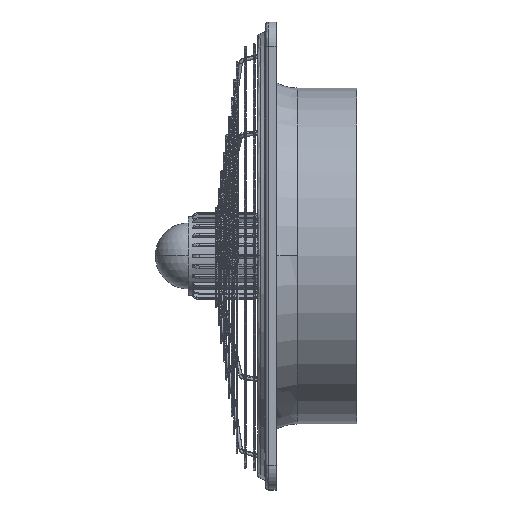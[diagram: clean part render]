
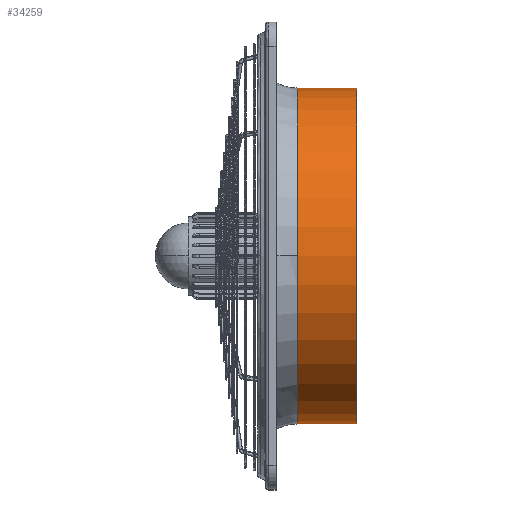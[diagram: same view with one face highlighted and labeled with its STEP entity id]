
A CAD part, top view. The second image highlights one B-rep face of the part: STEP entity #34259.
In plain terms, the highlighted cylindrical face has radius 208.5 mm (diameter 417 mm), a partial arc.
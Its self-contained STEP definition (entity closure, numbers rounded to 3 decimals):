
#423 = VECTOR ( 'NONE', #12296, 1000. ) ;
#867 = AXIS2_PLACEMENT_3D ( 'NONE', #23299, #7380, #18042 ) ;
#915 = FACE_OUTER_BOUND ( 'NONE', #1715, .T. ) ;
#1048 = CIRCLE ( 'NONE', #867, 208.5 ) ;
#1124 = CARTESIAN_POINT ( 'NONE',  ( 53.965, -84.025, 209.875 ) ) ;
#1715 = EDGE_LOOP ( 'NONE', ( #31713, #17556, #33881, #20538, #20362 ) ) ;
#1823 = DIRECTION ( 'NONE',  ( -1., 0., 0. ) ) ;
#3437 = DIRECTION ( 'NONE',  ( 0., 0., 1. ) ) ;
#4684 = CARTESIAN_POINT ( 'NONE',  ( 127.965, -292.525, 1.375 ) ) ;
#5460 = AXIS2_PLACEMENT_3D ( 'NONE', #11476, #33058, #3437 ) ;
#7107 = CYLINDRICAL_SURFACE ( 'NONE', #22230, 208.5 ) ;
#7380 = DIRECTION ( 'NONE',  ( 1., 0., 0. ) ) ;
#9597 = VERTEX_POINT ( 'NONE', #28859 ) ;
#11476 = CARTESIAN_POINT ( 'NONE',  ( 53.965, -84.025, 1.375 ) ) ;
#12259 = VERTEX_POINT ( 'NONE', #4684 ) ;
#12296 = DIRECTION ( 'NONE',  ( 1., 0., 0. ) ) ;
#12638 = LINE ( 'NONE', #32348, #15093 ) ;
#14492 = CIRCLE ( 'NONE', #5460, 208.5 ) ;
#15093 = VECTOR ( 'NONE', #21176, 1000. ) ;
#16167 = LINE ( 'NONE', #17801, #423 ) ;
#16926 = DIRECTION ( 'NONE',  ( 1., 0., 0. ) ) ;
#17357 = AXIS2_PLACEMENT_3D ( 'NONE', #28321, #1823, #20382 ) ;
#17556 = ORIENTED_EDGE ( 'NONE', *, *, #32111, .T. ) ;
#17801 = CARTESIAN_POINT ( 'NONE',  ( 90.965, -292.525, 1.375 ) ) ;
#18042 = DIRECTION ( 'NONE',  ( 0., 0., 1. ) ) ;
#19259 = EDGE_CURVE ( 'NONE', #12259, #23271, #22402, .T. ) ;
#20362 = ORIENTED_EDGE ( 'NONE', *, *, #33343, .F. ) ;
#20382 = DIRECTION ( 'NONE',  ( 0., 1., 0. ) ) ;
#20538 = ORIENTED_EDGE ( 'NONE', *, *, #19259, .T. ) ;
#21176 = DIRECTION ( 'NONE',  ( 1., 0., 0. ) ) ;
#21854 = CARTESIAN_POINT ( 'NONE',  ( 127.965, 124.475, 1.375 ) ) ;
#22230 = AXIS2_PLACEMENT_3D ( 'NONE', #32880, #16926, #22517 ) ;
#22402 = CIRCLE ( 'NONE', #17357, 208.5 ) ;
#22517 = DIRECTION ( 'NONE',  ( 0., 1., 0. ) ) ;
#23271 = VERTEX_POINT ( 'NONE', #21854 ) ;
#23299 = CARTESIAN_POINT ( 'NONE',  ( 53.965, -84.025, 1.375 ) ) ;
#23783 = EDGE_CURVE ( 'NONE', #9597, #12259, #16167, .T. ) ;
#25438 = VERTEX_POINT ( 'NONE', #25897 ) ;
#25897 = CARTESIAN_POINT ( 'NONE',  ( 53.965, 124.475, 1.375 ) ) ;
#28321 = CARTESIAN_POINT ( 'NONE',  ( 127.965, -84.025, 1.375 ) ) ;
#28859 = CARTESIAN_POINT ( 'NONE',  ( 53.965, -292.525, 1.375 ) ) ;
#30591 = EDGE_CURVE ( 'NONE', #25438, #34492, #14492, .T. ) ;
#31713 = ORIENTED_EDGE ( 'NONE', *, *, #30591, .T. ) ;
#32111 = EDGE_CURVE ( 'NONE', #34492, #9597, #1048, .T. ) ;
#32348 = CARTESIAN_POINT ( 'NONE',  ( 90.965, 124.475, 1.375 ) ) ;
#32880 = CARTESIAN_POINT ( 'NONE',  ( 90.965, -84.025, 1.375 ) ) ;
#33058 = DIRECTION ( 'NONE',  ( 1., 0., 0. ) ) ;
#33343 = EDGE_CURVE ( 'NONE', #25438, #23271, #12638, .T. ) ;
#33881 = ORIENTED_EDGE ( 'NONE', *, *, #23783, .T. ) ;
#34259 = ADVANCED_FACE ( 'NONE', ( #915 ), #7107, .T. ) ;
#34492 = VERTEX_POINT ( 'NONE', #1124 ) ;
